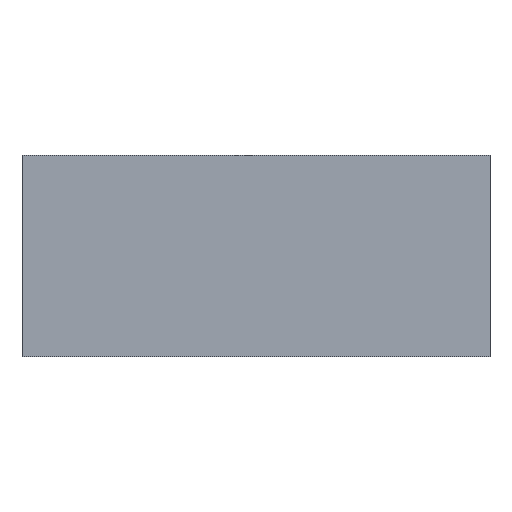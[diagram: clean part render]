
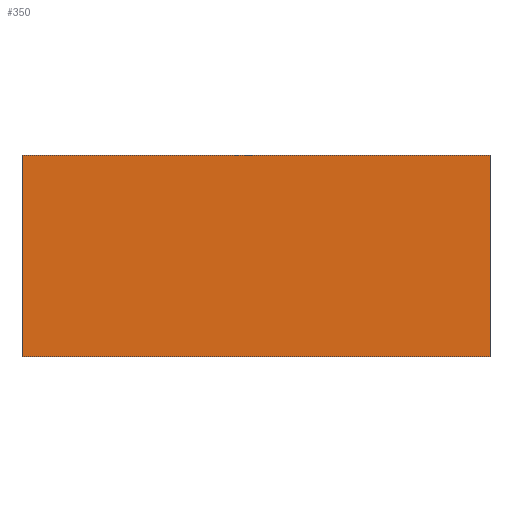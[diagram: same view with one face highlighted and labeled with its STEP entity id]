
A CAD part, front view. The second image highlights one B-rep face of the part: STEP entity #350.
In plain terms, the highlighted planar face has unit normal (0, -1, 0).
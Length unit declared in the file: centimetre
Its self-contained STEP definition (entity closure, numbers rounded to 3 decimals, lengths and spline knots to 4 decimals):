
#132=VERTEX_POINT('',#487);
#133=VERTEX_POINT('',#489);
#134=VERTEX_POINT('',#493);
#135=VERTEX_POINT('',#495);
#157=VECTOR('',#417,1.);
#159=VECTOR('',#420,1.);
#160=VECTOR('',#421,1.);
#161=VECTOR('',#422,1.);
#181=LINE('',#488,#157);
#183=LINE('',#492,#159);
#184=LINE('',#494,#160);
#185=LINE('',#496,#161);
#209=EDGE_CURVE('',#133,#132,#181,.T.);
#211=EDGE_CURVE('',#132,#134,#183,.T.);
#212=EDGE_CURVE('',#135,#134,#184,.T.);
#213=EDGE_CURVE('',#135,#133,#185,.T.);
#260=ORIENTED_EDGE('',*,*,#211,.T.);
#261=ORIENTED_EDGE('',*,*,#212,.F.);
#262=ORIENTED_EDGE('',*,*,#213,.T.);
#263=ORIENTED_EDGE('',*,*,#209,.T.);
#300=EDGE_LOOP('',(#260,#261,#262,#263));
#328=FACE_BOUND('',#300,.T.);
#350=ADVANCED_FACE('',(#328),#520,.T.);
#370=AXIS2_PLACEMENT_3D('',#491,#419,$);
#417=DIRECTION('',(0.,0.,1.));
#419=DIRECTION('',(0.,-1.,0.));
#420=DIRECTION('',(-1.,0.,0.));
#421=DIRECTION('',(0.,0.,1.));
#422=DIRECTION('',(1.,0.,0.));
#487=CARTESIAN_POINT('',(0.,0.,0.9588));
#488=CARTESIAN_POINT('',(0.,0.,0.4));
#489=CARTESIAN_POINT('',(0.,0.,0.4));
#491=CARTESIAN_POINT('',(-0.65,0.,0.4));
#492=CARTESIAN_POINT('',(-1.3,0.,0.9588));
#493=CARTESIAN_POINT('',(-1.3,0.,0.9588));
#494=CARTESIAN_POINT('',(-1.3,0.,0.4));
#495=CARTESIAN_POINT('',(-1.3,0.,0.4));
#496=CARTESIAN_POINT('',(-1.3,0.,0.4));
#520=PLANE('',#370);
